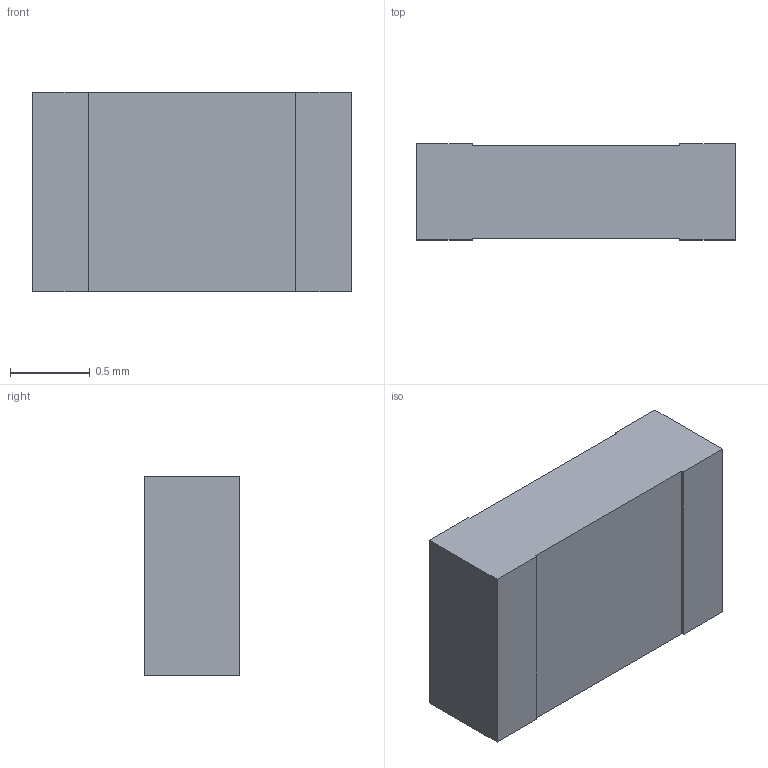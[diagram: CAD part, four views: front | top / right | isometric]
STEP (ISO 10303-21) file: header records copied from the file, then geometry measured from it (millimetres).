
FILE_DESCRIPTION((''),'2;1');
FILE_NAME('RSMD-0805_L2_W1-25_H0-6','2020-05-30T',('Dragos'),(''),'PRO/ENGINEER BY PARAMETRIC TECHNOLOGY CORPORATION, 2004440','PRO/ENGINEER BY PARAMETRIC TECHNOLOGY CORPORATION, 2004440','');
FILE_SCHEMA(('AUTOMOTIVE_DESIGN { 1 0 10303 214 1 1 1 1 }'));
Length unit declared in the file: millimetre
Products named in the file (1): RSMD-0805_L2_W1-25_H0-6
Bounding box: 2 x 0.6 x 1.25 mm (x, y, z)
Volume: 1.5 mm3; surface area: 8.9 mm2
Topology: 1 solids, 1 shells, 244 faces, 696 edges, 464 vertices
Faces by surface type: plane 244
Entity records: 10180 total; most frequent: CARTESIAN_POINT 1406, ORIENTED_EDGE 1392, DIRECTION 1186, PRESENTATION_STYLE_ASSIGNMENT 719, STYLED_ITEM 698, CURVE_STYLE 697, VECTOR 696, LINE 696
